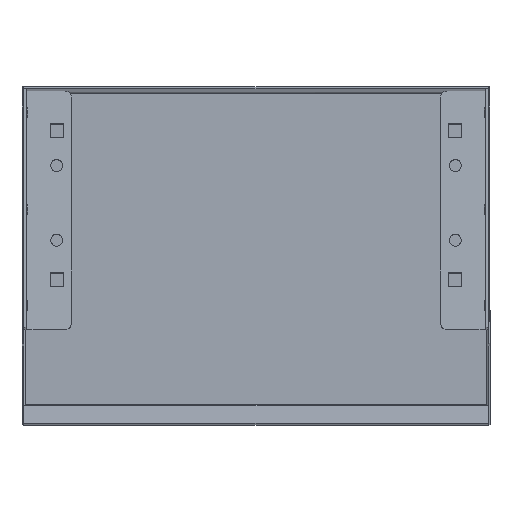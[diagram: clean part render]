
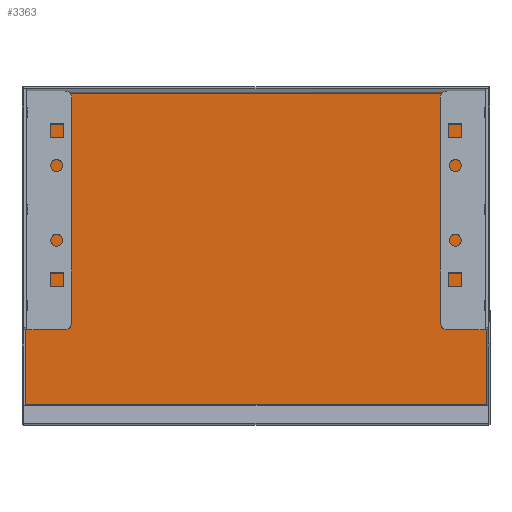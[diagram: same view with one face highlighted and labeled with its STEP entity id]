
A CAD part, front view. The second image highlights one B-rep face of the part: STEP entity #3363.
In plain terms, the highlighted planar face has unit normal (0, -1, 0).
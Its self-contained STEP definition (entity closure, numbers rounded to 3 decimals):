
#164 = CARTESIAN_POINT ( 'NONE',  ( -153.8, -1.2, 103.629 ) ) ;
#696 = CARTESIAN_POINT ( 'NONE',  ( -153.8, -1.2, -103.79 ) ) ;
#992 = EDGE_LOOP ( 'NONE', ( #6361, #6507, #5932, #5793 ) ) ;
#1024 = VERTEX_POINT ( 'NONE', #1957 ) ;
#1242 = DIRECTION ( 'NONE',  ( 0., 0., -1. ) ) ;
#1388 = CARTESIAN_POINT ( 'NONE',  ( 153.8, -1.2, -103.79 ) ) ;
#1424 = DIRECTION ( 'NONE',  ( -1., 0., 0. ) ) ;
#1498 = AXIS2_PLACEMENT_3D ( 'NONE', #2050, #2137, #2217 ) ;
#1957 = CARTESIAN_POINT ( 'NONE',  ( 153.8, -1.2, 103.629 ) ) ;
#1963 = CARTESIAN_POINT ( 'NONE',  ( 153.8, -1.2, 105.837 ) ) ;
#2030 = PLANE ( 'NONE',  #1498 ) ;
#2050 = CARTESIAN_POINT ( 'NONE',  ( 0., -1.2, 0. ) ) ;
#2137 = DIRECTION ( 'NONE',  ( 0., 1., 0. ) ) ;
#2217 = DIRECTION ( 'NONE',  ( 0., 0., 1. ) ) ;
#2723 = CARTESIAN_POINT ( 'NONE',  ( 153.8, -1.2, -103.79 ) ) ;
#2809 = DIRECTION ( 'NONE',  ( 0., 0., 1. ) ) ;
#3363 = ADVANCED_FACE ( 'NONE', ( #9814 ), #2030, .F. ) ;
#3958 = VECTOR ( 'NONE', #2809, 1000. ) ;
#4100 = LINE ( 'NONE', #5687, #3958 ) ;
#4792 = VERTEX_POINT ( 'NONE', #164 ) ;
#5633 = VECTOR ( 'NONE', #9607, 1000. ) ;
#5665 = LINE ( 'NONE', #7202, #5633 ) ;
#5678 = VERTEX_POINT ( 'NONE', #696 ) ;
#5687 = CARTESIAN_POINT ( 'NONE',  ( -153.8, -1.2, -106.238 ) ) ;
#5767 = VECTOR ( 'NONE', #1242, 1000. ) ;
#5786 = LINE ( 'NONE', #1963, #5767 ) ;
#5793 = ORIENTED_EDGE ( 'NONE', *, *, #7525, .F. ) ;
#5814 = VECTOR ( 'NONE', #1424, 1000. ) ;
#5849 = LINE ( 'NONE', #1388, #5814 ) ;
#5932 = ORIENTED_EDGE ( 'NONE', *, *, #7449, .F. ) ;
#6361 = ORIENTED_EDGE ( 'NONE', *, *, #7381, .F. ) ;
#6507 = ORIENTED_EDGE ( 'NONE', *, *, #7395, .F. ) ;
#7202 = CARTESIAN_POINT ( 'NONE',  ( -153.8, -1.2, 103.629 ) ) ;
#7381 = EDGE_CURVE ( 'NONE', #9437, #5678, #5849, .T. ) ;
#7395 = EDGE_CURVE ( 'NONE', #1024, #9437, #5786, .T. ) ;
#7449 = EDGE_CURVE ( 'NONE', #4792, #1024, #5665, .T. ) ;
#7525 = EDGE_CURVE ( 'NONE', #5678, #4792, #4100, .T. ) ;
#9437 = VERTEX_POINT ( 'NONE', #2723 ) ;
#9607 = DIRECTION ( 'NONE',  ( 1., 0., 0. ) ) ;
#9814 = FACE_OUTER_BOUND ( 'NONE', #992, .T. ) ;
